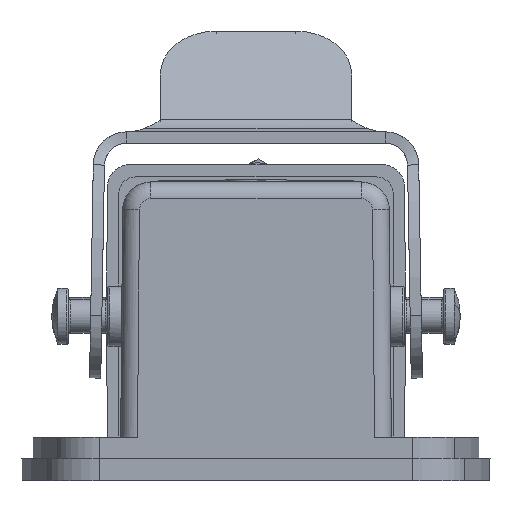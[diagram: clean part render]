
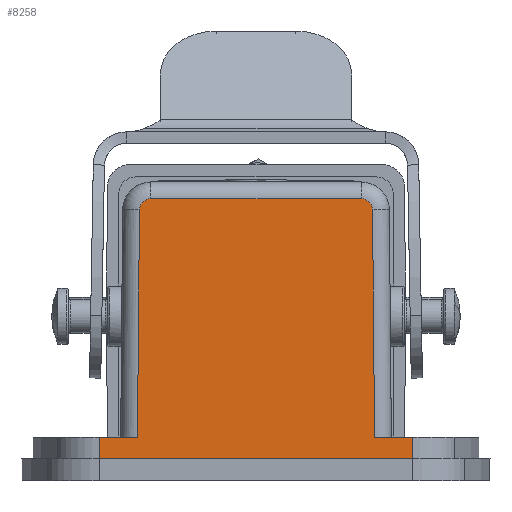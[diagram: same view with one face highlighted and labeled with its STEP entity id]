
A CAD part, left-side view. The second image highlights one B-rep face of the part: STEP entity #8258.
In plain terms, the highlighted planar face has unit normal (-1, 0, 0).
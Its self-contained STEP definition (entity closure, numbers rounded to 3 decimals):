
#8161=AXIS2_PLACEMENT_3D('Circle Axis2P3D',#8159,#8160,$) ;
#8174=AXIS2_PLACEMENT_3D('Plane Axis2P3D',#8171,#8172,#8173) ;
#8215=AXIS2_PLACEMENT_3D('Circle Axis2P3D',#8213,#8214,$) ;
#7710=CARTESIAN_POINT('Vertex',(1.,30.412,25.2)) ;
#7713=CARTESIAN_POINT('Line Origine',(1.,21.,25.2)) ;
#7717=CARTESIAN_POINT('Vertex',(1.,11.588,25.2)) ;
#8156=CARTESIAN_POINT('Vertex',(1.,31.412,24.209)) ;
#8159=CARTESIAN_POINT('Axis2P3D Location',(1.,30.412,24.2)) ;
#8171=CARTESIAN_POINT('Axis2P3D Location',(1.,21.,14.7)) ;
#8176=CARTESIAN_POINT('Line Origine',(1.,21.,2.)) ;
#8180=CARTESIAN_POINT('Vertex',(1.,7.,2.)) ;
#8182=CARTESIAN_POINT('Vertex',(1.,35.,2.)) ;
#8185=CARTESIAN_POINT('Line Origine',(1.,7.,2.95)) ;
#8189=CARTESIAN_POINT('Vertex',(1.,7.,3.9)) ;
#8192=CARTESIAN_POINT('Line Origine',(1.,7.955,3.9)) ;
#8196=CARTESIAN_POINT('Vertex',(1.,8.91,3.9)) ;
#8199=CARTESIAN_POINT('Line Origine',(1.,9.661,3.9)) ;
#8203=CARTESIAN_POINT('Vertex',(1.,10.411,3.9)) ;
#8206=CARTESIAN_POINT('Line Origine',(1.,10.499,14.054)) ;
#8210=CARTESIAN_POINT('Vertex',(1.,10.588,24.209)) ;
#8213=CARTESIAN_POINT('Axis2P3D Location',(1.,11.588,24.2)) ;
#8218=CARTESIAN_POINT('Line Origine',(1.,31.501,14.054)) ;
#8222=CARTESIAN_POINT('Vertex',(1.,31.589,3.9)) ;
#8225=CARTESIAN_POINT('Line Origine',(1.,32.339,3.9)) ;
#8229=CARTESIAN_POINT('Vertex',(1.,33.09,3.9)) ;
#8232=CARTESIAN_POINT('Line Origine',(1.,34.045,3.9)) ;
#8236=CARTESIAN_POINT('Vertex',(1.,35.,3.9)) ;
#8239=CARTESIAN_POINT('Line Origine',(1.,35.,2.95)) ;
#7714=DIRECTION('Vector Direction',(0.,1.,0.)) ;
#8160=DIRECTION('Axis2P3D Direction',(1.,0.,0.)) ;
#8172=DIRECTION('Axis2P3D Direction',(1.,0.,0.)) ;
#8173=DIRECTION('Axis2P3D XDirection',(0.,1.,0.)) ;
#8177=DIRECTION('Vector Direction',(0.,-1.,0.)) ;
#8186=DIRECTION('Vector Direction',(0.,0.,-1.)) ;
#8193=DIRECTION('Vector Direction',(0.,-1.,0.)) ;
#8200=DIRECTION('Vector Direction',(0.,1.,0.)) ;
#8207=DIRECTION('Vector Direction',(0.,-0.009,-1.)) ;
#8214=DIRECTION('Axis2P3D Direction',(1.,0.,0.)) ;
#8219=DIRECTION('Vector Direction',(0.,-0.009,1.)) ;
#8226=DIRECTION('Vector Direction',(0.,1.,0.)) ;
#8233=DIRECTION('Vector Direction',(0.,-1.,0.)) ;
#8240=DIRECTION('Vector Direction',(0.,0.,-1.)) ;
#7715=VECTOR('Line Direction',#7714,1.) ;
#8178=VECTOR('Line Direction',#8177,1.) ;
#8187=VECTOR('Line Direction',#8186,1.) ;
#8194=VECTOR('Line Direction',#8193,1.) ;
#8201=VECTOR('Line Direction',#8200,1.) ;
#8208=VECTOR('Line Direction',#8207,1.) ;
#8220=VECTOR('Line Direction',#8219,1.) ;
#8227=VECTOR('Line Direction',#8226,1.) ;
#8234=VECTOR('Line Direction',#8233,1.) ;
#8241=VECTOR('Line Direction',#8240,1.) ;
#8245=ORIENTED_EDGE('',*,*,#8184,.F.) ;
#8246=ORIENTED_EDGE('',*,*,#8191,.F.) ;
#8247=ORIENTED_EDGE('',*,*,#8198,.T.) ;
#8248=ORIENTED_EDGE('',*,*,#8205,.F.) ;
#8249=ORIENTED_EDGE('',*,*,#8212,.F.) ;
#8250=ORIENTED_EDGE('',*,*,#8217,.F.) ;
#8251=ORIENTED_EDGE('',*,*,#7719,.F.) ;
#8252=ORIENTED_EDGE('',*,*,#8163,.F.) ;
#8253=ORIENTED_EDGE('',*,*,#8224,.F.) ;
#8254=ORIENTED_EDGE('',*,*,#8231,.F.) ;
#8255=ORIENTED_EDGE('',*,*,#8238,.T.) ;
#8256=ORIENTED_EDGE('',*,*,#8243,.T.) ;
#8258=ADVANCED_FACE('Hauptk\X2\00F6\X0\rper.1',(#8257),#8175,.F.) ;
#8162=CIRCLE('generated circle',#8161,1.) ;
#8216=CIRCLE('generated circle',#8215,1.) ;
#7719=EDGE_CURVE('',#7711,#7718,#7716,.F.) ;
#8163=EDGE_CURVE('',#8157,#7711,#8162,.T.) ;
#8184=EDGE_CURVE('',#8181,#8183,#8179,.F.) ;
#8191=EDGE_CURVE('',#8190,#8181,#8188,.T.) ;
#8198=EDGE_CURVE('',#8190,#8197,#8195,.F.) ;
#8205=EDGE_CURVE('',#8204,#8197,#8202,.F.) ;
#8212=EDGE_CURVE('',#8211,#8204,#8209,.T.) ;
#8217=EDGE_CURVE('',#7718,#8211,#8216,.T.) ;
#8224=EDGE_CURVE('',#8223,#8157,#8221,.T.) ;
#8231=EDGE_CURVE('',#8230,#8223,#8228,.F.) ;
#8238=EDGE_CURVE('',#8230,#8237,#8235,.F.) ;
#8243=EDGE_CURVE('',#8237,#8183,#8242,.T.) ;
#8244=EDGE_LOOP('',(#8245,#8246,#8247,#8248,#8249,#8250,#8251,#8252,#8253,#8254,#8255,#8256)) ;
#8257=FACE_OUTER_BOUND('',#8244,.T.) ;
#7716=LINE('Line',#7713,#7715) ;
#8179=LINE('Line',#8176,#8178) ;
#8188=LINE('Line',#8185,#8187) ;
#8195=LINE('Line',#8192,#8194) ;
#8202=LINE('Line',#8199,#8201) ;
#8209=LINE('Line',#8206,#8208) ;
#8221=LINE('Line',#8218,#8220) ;
#8228=LINE('Line',#8225,#8227) ;
#8235=LINE('Line',#8232,#8234) ;
#8242=LINE('Line',#8239,#8241) ;
#8175=PLANE('',#8174) ;
#7711=VERTEX_POINT('',#7710) ;
#7718=VERTEX_POINT('',#7717) ;
#8157=VERTEX_POINT('',#8156) ;
#8181=VERTEX_POINT('',#8180) ;
#8183=VERTEX_POINT('',#8182) ;
#8190=VERTEX_POINT('',#8189) ;
#8197=VERTEX_POINT('',#8196) ;
#8204=VERTEX_POINT('',#8203) ;
#8211=VERTEX_POINT('',#8210) ;
#8223=VERTEX_POINT('',#8222) ;
#8230=VERTEX_POINT('',#8229) ;
#8237=VERTEX_POINT('',#8236) ;
